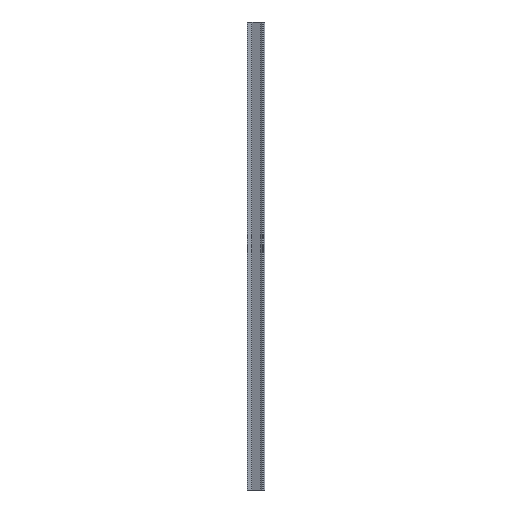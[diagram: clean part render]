
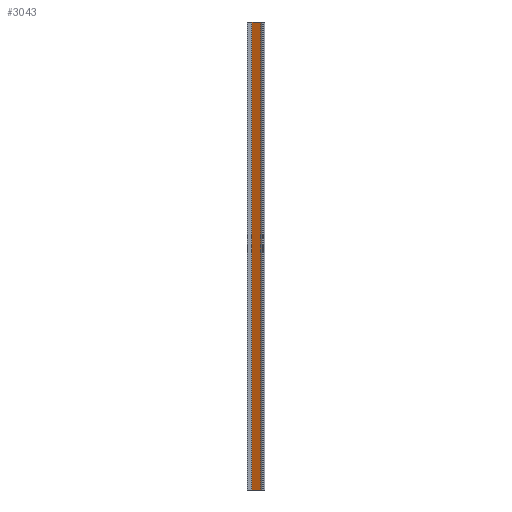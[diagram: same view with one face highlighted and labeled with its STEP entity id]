
A CAD part, left-side view. The second image highlights one B-rep face of the part: STEP entity #3043.
In plain terms, the highlighted planar face has unit normal (-0.906, 0.423, 0).
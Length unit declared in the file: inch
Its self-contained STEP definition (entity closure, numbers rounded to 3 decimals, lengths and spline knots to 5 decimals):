
#180 = VERTEX_POINT ( 'NONE', #676 ) ;
#193 = VECTOR ( 'NONE', #474, 39.37008 ) ;
#330 = EDGE_CURVE ( 'NONE', #1487, #180, #1734, .T. ) ;
#432 = FACE_OUTER_BOUND ( 'NONE', #2526, .T. ) ;
#474 = DIRECTION ( 'NONE',  ( 0.423, 0.906, 0. ) ) ;
#676 = CARTESIAN_POINT ( 'NONE',  ( -0.13586, 0.64673, -24. ) ) ;
#707 = LINE ( 'NONE', #3185, #2496 ) ;
#710 = DIRECTION ( 'NONE',  ( -0.906, 0.423, 0. ) ) ;
#777 = EDGE_CURVE ( 'NONE', #1487, #1506, #707, .T. ) ;
#793 = CARTESIAN_POINT ( 'NONE',  ( -0.13586, 0.64673, -25.75252 ) ) ;
#829 = LINE ( 'NONE', #793, #1753 ) ;
#1312 = ORIENTED_EDGE ( 'NONE', *, *, #330, .F. ) ;
#1348 = EDGE_CURVE ( 'NONE', #3506, #1506, #1703, .T. ) ;
#1462 = ORIENTED_EDGE ( 'NONE', *, *, #3721, .F. ) ;
#1487 = VERTEX_POINT ( 'NONE', #3443 ) ;
#1506 = VERTEX_POINT ( 'NONE', #3790 ) ;
#1619 = DIRECTION ( 'NONE',  ( 0., 0., 1. ) ) ;
#1703 = LINE ( 'NONE', #2949, #3458 ) ;
#1710 = CARTESIAN_POINT ( 'NONE',  ( -0.13586, 0.64673, -24. ) ) ;
#1734 = LINE ( 'NONE', #1710, #193 ) ;
#1753 = VECTOR ( 'NONE', #3903, 39.37008 ) ;
#1993 = CARTESIAN_POINT ( 'NONE',  ( -0.13586, 0.64673, 0. ) ) ;
#2496 = VECTOR ( 'NONE', #1619, 39.37008 ) ;
#2526 = EDGE_LOOP ( 'NONE', ( #1312, #2915, #3930, #1462 ) ) ;
#2890 = PLANE ( 'NONE',  #2914 ) ;
#2914 = AXIS2_PLACEMENT_3D ( 'NONE', #3225, #710, #3473 ) ;
#2915 = ORIENTED_EDGE ( 'NONE', *, *, #777, .T. ) ;
#2949 = CARTESIAN_POINT ( 'NONE',  ( -0.13586, 0.64673, 0. ) ) ;
#3043 = ADVANCED_FACE ( 'NONE', ( #432 ), #2890, .T. ) ;
#3185 = CARTESIAN_POINT ( 'NONE',  ( -0.33385, 0.22214, -25.75252 ) ) ;
#3225 = CARTESIAN_POINT ( 'NONE',  ( -0.13586, 0.64673, -25.75252 ) ) ;
#3443 = CARTESIAN_POINT ( 'NONE',  ( -0.33385, 0.22214, -24. ) ) ;
#3458 = VECTOR ( 'NONE', #3645, 39.37008 ) ;
#3473 = DIRECTION ( 'NONE',  ( -0.423, -0.906, 0. ) ) ;
#3506 = VERTEX_POINT ( 'NONE', #1993 ) ;
#3645 = DIRECTION ( 'NONE',  ( -0.423, -0.906, 0. ) ) ;
#3721 = EDGE_CURVE ( 'NONE', #180, #3506, #829, .T. ) ;
#3790 = CARTESIAN_POINT ( 'NONE',  ( -0.33385, 0.22214, 0. ) ) ;
#3903 = DIRECTION ( 'NONE',  ( 0., 0., 1. ) ) ;
#3930 = ORIENTED_EDGE ( 'NONE', *, *, #1348, .F. ) ;
